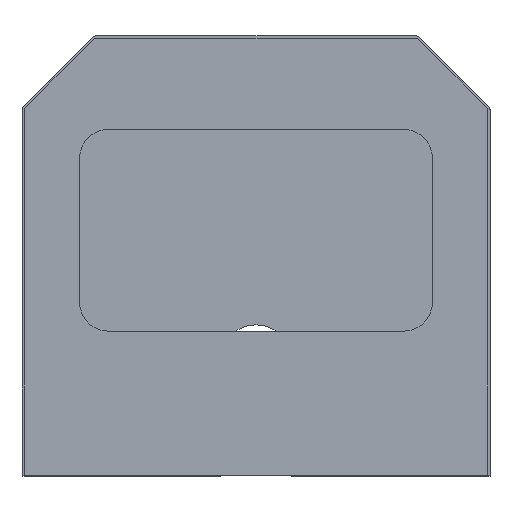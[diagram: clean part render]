
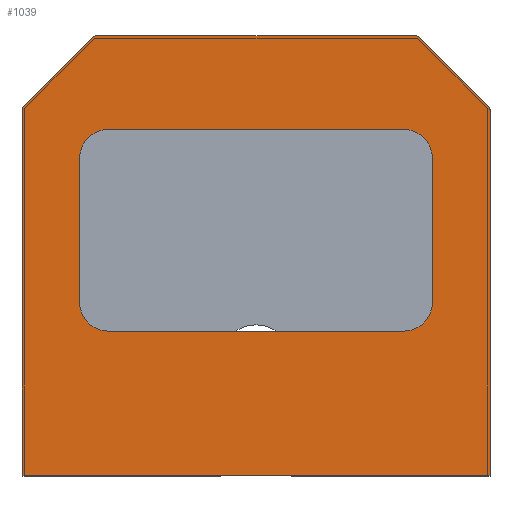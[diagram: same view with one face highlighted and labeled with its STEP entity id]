
A CAD part, top view. The second image highlights one B-rep face of the part: STEP entity #1039.
In plain terms, the highlighted planar face has unit normal (0, 0, 1).
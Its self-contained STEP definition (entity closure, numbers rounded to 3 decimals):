
#31 = VERTEX_POINT ( 'NONE', #274 ) ;
#45 = AXIS2_PLACEMENT_3D ( 'NONE', #414, #841, #1300 ) ;
#47 = FACE_OUTER_BOUND ( 'NONE', #1993, .T. ) ;
#52 = VERTEX_POINT ( 'NONE', #1781 ) ;
#115 = CARTESIAN_POINT ( 'NONE',  ( 265., 100., 0. ) ) ;
#128 = VERTEX_POINT ( 'NONE', #141 ) ;
#141 = CARTESIAN_POINT ( 'NONE',  ( 324.121, 255.879, 0. ) ) ;
#145 = DIRECTION ( 'NONE',  ( 0., -1., 0. ) ) ;
#176 = CARTESIAN_POINT ( 'NONE',  ( 273.757, 305., 0. ) ) ;
#179 = CARTESIAN_POINT ( 'NONE',  ( 51.243, 305., 0. ) ) ;
#183 = EDGE_CURVE ( 'NONE', #1688, #1566, #2401, .T. ) ;
#195 = DIRECTION ( 'NONE',  ( -1., 0., 0. ) ) ;
#217 = CARTESIAN_POINT ( 'NONE',  ( 285., 220., 0. ) ) ;
#239 = AXIS2_PLACEMENT_3D ( 'NONE', #824, #2299, #1865 ) ;
#269 = VERTEX_POINT ( 'NONE', #591 ) ;
#274 = CARTESIAN_POINT ( 'NONE',  ( 0.879, 255.879, 0. ) ) ;
#290 = ORIENTED_EDGE ( 'NONE', *, *, #383, .F. ) ;
#304 = LINE ( 'NONE', #1152, #2477 ) ;
#347 = DIRECTION ( 'NONE',  ( 1., 0., 0. ) ) ;
#348 = EDGE_CURVE ( 'NONE', #2470, #52, #455, .T. ) ;
#364 = LINE ( 'NONE', #1310, #797 ) ;
#383 = EDGE_CURVE ( 'NONE', #1636, #883, #623, .T. ) ;
#398 = VERTEX_POINT ( 'NONE', #1814 ) ;
#408 = ORIENTED_EDGE ( 'NONE', *, *, #1220, .T. ) ;
#414 = CARTESIAN_POINT ( 'NONE',  ( 265., 120., 0. ) ) ;
#455 = CIRCLE ( 'NONE', #651, 20. ) ;
#458 = VERTEX_POINT ( 'NONE', #179 ) ;
#464 = DIRECTION ( 'NONE',  ( 0., 0., 1. ) ) ;
#489 = EDGE_CURVE ( 'NONE', #2268, #128, #951, .T. ) ;
#521 = ORIENTED_EDGE ( 'NONE', *, *, #2200, .F. ) ;
#522 = ORIENTED_EDGE ( 'NONE', *, *, #489, .T. ) ;
#534 = LINE ( 'NONE', #1866, #1327 ) ;
#550 = PLANE ( 'NONE',  #1089 ) ;
#567 = AXIS2_PLACEMENT_3D ( 'NONE', #978, #2670, #1193 ) ;
#580 = EDGE_CURVE ( 'NONE', #1566, #1378, #2012, .T. ) ;
#591 = CARTESIAN_POINT ( 'NONE',  ( 49.121, 304.121, 0. ) ) ;
#609 = ORIENTED_EDGE ( 'NONE', *, *, #1925, .T. ) ;
#612 = DIRECTION ( 'NONE',  ( 0., -1., 0. ) ) ;
#618 = EDGE_CURVE ( 'NONE', #883, #2470, #2709, .T. ) ;
#623 = CIRCLE ( 'NONE', #567, 20. ) ;
#651 = AXIS2_PLACEMENT_3D ( 'NONE', #2024, #1608, #1429 ) ;
#658 = CARTESIAN_POINT ( 'NONE',  ( 273.757, 302., 0. ) ) ;
#687 = ORIENTED_EDGE ( 'NONE', *, *, #2224, .T. ) ;
#696 = ORIENTED_EDGE ( 'NONE', *, *, #618, .F. ) ;
#697 = VECTOR ( 'NONE', #145, 1000. ) ;
#729 = ORIENTED_EDGE ( 'NONE', *, *, #2141, .F. ) ;
#756 = DIRECTION ( 'NONE',  ( 0., 0., 1. ) ) ;
#760 = VECTOR ( 'NONE', #1829, 1000. ) ;
#774 = CARTESIAN_POINT ( 'NONE',  ( 0., 305., 0. ) ) ;
#797 = VECTOR ( 'NONE', #1121, 1000. ) ;
#805 = LINE ( 'NONE', #774, #1669 ) ;
#818 = CARTESIAN_POINT ( 'NONE',  ( 322., 253.757, 0. ) ) ;
#824 = CARTESIAN_POINT ( 'NONE',  ( 51.243, 302., 0. ) ) ;
#837 = VERTEX_POINT ( 'NONE', #1509 ) ;
#841 = DIRECTION ( 'NONE',  ( 0., 0., 1. ) ) ;
#883 = VERTEX_POINT ( 'NONE', #2391 ) ;
#929 = ORIENTED_EDGE ( 'NONE', *, *, #183, .F. ) ;
#951 = CIRCLE ( 'NONE', #1035, 3. ) ;
#966 = CARTESIAN_POINT ( 'NONE',  ( 60., 120., 0. ) ) ;
#968 = ORIENTED_EDGE ( 'NONE', *, *, #1086, .T. ) ;
#978 = CARTESIAN_POINT ( 'NONE',  ( 265., 220., 0. ) ) ;
#984 = VERTEX_POINT ( 'NONE', #1539 ) ;
#996 = ORIENTED_EDGE ( 'NONE', *, *, #1275, .F. ) ;
#1028 = EDGE_CURVE ( 'NONE', #398, #1688, #2613, .T. ) ;
#1032 = VECTOR ( 'NONE', #1772, 1000. ) ;
#1035 = AXIS2_PLACEMENT_3D ( 'NONE', #818, #2082, #195 ) ;
#1039 = ADVANCED_FACE ( 'NONE', ( #2128, #47 ), #550, .F. ) ;
#1042 = ORIENTED_EDGE ( 'NONE', *, *, #348, .F. ) ;
#1071 = CARTESIAN_POINT ( 'NONE',  ( 60., 240., 0. ) ) ;
#1086 = EDGE_CURVE ( 'NONE', #984, #1206, #304, .T. ) ;
#1089 = AXIS2_PLACEMENT_3D ( 'NONE', #2408, #1612, #2629 ) ;
#1096 = ORIENTED_EDGE ( 'NONE', *, *, #1391, .T. ) ;
#1121 = DIRECTION ( 'NONE',  ( 0., 1., 0. ) ) ;
#1135 = CARTESIAN_POINT ( 'NONE',  ( 275.879, 304.121, 0. ) ) ;
#1147 = EDGE_CURVE ( 'NONE', #2268, #837, #1421, .T. ) ;
#1152 = CARTESIAN_POINT ( 'NONE',  ( 0., 305., 0. ) ) ;
#1193 = DIRECTION ( 'NONE',  ( 1., 0., 0. ) ) ;
#1206 = VERTEX_POINT ( 'NONE', #1663 ) ;
#1211 = CARTESIAN_POINT ( 'NONE',  ( 325., 253.757, 0. ) ) ;
#1212 = AXIS2_PLACEMENT_3D ( 'NONE', #658, #464, #2135 ) ;
#1220 = EDGE_CURVE ( 'NONE', #1206, #837, #534, .T. ) ;
#1232 = CARTESIAN_POINT ( 'NONE',  ( 265., 100., 0. ) ) ;
#1258 = CARTESIAN_POINT ( 'NONE',  ( 60., 100., 0. ) ) ;
#1275 = EDGE_CURVE ( 'NONE', #1378, #1636, #364, .T. ) ;
#1300 = DIRECTION ( 'NONE',  ( 1., 0., 0. ) ) ;
#1310 = CARTESIAN_POINT ( 'NONE',  ( 285., 220., 0. ) ) ;
#1327 = VECTOR ( 'NONE', #1410, 1000. ) ;
#1329 = CIRCLE ( 'NONE', #239, 3. ) ;
#1378 = VERTEX_POINT ( 'NONE', #2696 ) ;
#1391 = EDGE_CURVE ( 'NONE', #31, #984, #2676, .T. ) ;
#1394 = LINE ( 'NONE', #1606, #697 ) ;
#1410 = DIRECTION ( 'NONE',  ( 1., 0., 0. ) ) ;
#1421 = LINE ( 'NONE', #2482, #760 ) ;
#1429 = DIRECTION ( 'NONE',  ( 1., 0., 0. ) ) ;
#1482 = DIRECTION ( 'NONE',  ( -1., 0., 0. ) ) ;
#1489 = AXIS2_PLACEMENT_3D ( 'NONE', #1863, #2489, #2298 ) ;
#1506 = CARTESIAN_POINT ( 'NONE',  ( 60., 240., 0. ) ) ;
#1509 = CARTESIAN_POINT ( 'NONE',  ( 325., 0., 0. ) ) ;
#1531 = VERTEX_POINT ( 'NONE', #176 ) ;
#1538 = CARTESIAN_POINT ( 'NONE',  ( 275., 305., 0. ) ) ;
#1539 = CARTESIAN_POINT ( 'NONE',  ( 0., 253.757, 0. ) ) ;
#1566 = VERTEX_POINT ( 'NONE', #1232 ) ;
#1593 = DIRECTION ( 'NONE',  ( 1., 0., 0. ) ) ;
#1606 = CARTESIAN_POINT ( 'NONE',  ( 40., 220., 0. ) ) ;
#1608 = DIRECTION ( 'NONE',  ( 0., 0., 1. ) ) ;
#1612 = DIRECTION ( 'NONE',  ( 0., 0., -1. ) ) ;
#1632 = ORIENTED_EDGE ( 'NONE', *, *, #1028, .F. ) ;
#1636 = VERTEX_POINT ( 'NONE', #217 ) ;
#1663 = CARTESIAN_POINT ( 'NONE',  ( 0., 0., 0. ) ) ;
#1669 = VECTOR ( 'NONE', #1802, 1000. ) ;
#1688 = VERTEX_POINT ( 'NONE', #1258 ) ;
#1733 = ORIENTED_EDGE ( 'NONE', *, *, #1999, .T. ) ;
#1772 = DIRECTION ( 'NONE',  ( -0.707, 0.707, 0. ) ) ;
#1781 = CARTESIAN_POINT ( 'NONE',  ( 40., 220., 0. ) ) ;
#1784 = LINE ( 'NONE', #1538, #1032 ) ;
#1793 = ORIENTED_EDGE ( 'NONE', *, *, #1147, .F. ) ;
#1802 = DIRECTION ( 'NONE',  ( 1., 0., 0. ) ) ;
#1814 = CARTESIAN_POINT ( 'NONE',  ( 40., 120., 0. ) ) ;
#1829 = DIRECTION ( 'NONE',  ( 0., -1., 0. ) ) ;
#1858 = EDGE_CURVE ( 'NONE', #2710, #1531, #2017, .T. ) ;
#1863 = CARTESIAN_POINT ( 'NONE',  ( 3., 253.757, 0. ) ) ;
#1865 = DIRECTION ( 'NONE',  ( -1., 0., 0. ) ) ;
#1866 = CARTESIAN_POINT ( 'NONE',  ( 0., 0., 0. ) ) ;
#1925 = EDGE_CURVE ( 'NONE', #128, #2710, #1784, .T. ) ;
#1993 = EDGE_LOOP ( 'NONE', ( #1733, #1096, #968, #408, #1793, #522, #609, #2706, #521, #687 ) ) ;
#1998 = EDGE_LOOP ( 'NONE', ( #696, #290, #996, #2144, #929, #1632, #729, #1042 ) ) ;
#1999 = EDGE_CURVE ( 'NONE', #269, #31, #2276, .T. ) ;
#2012 = CIRCLE ( 'NONE', #45, 20. ) ;
#2017 = CIRCLE ( 'NONE', #1212, 3. ) ;
#2024 = CARTESIAN_POINT ( 'NONE',  ( 60., 220., 0. ) ) ;
#2082 = DIRECTION ( 'NONE',  ( 0., 0., 1. ) ) ;
#2128 = FACE_BOUND ( 'NONE', #1998, .T. ) ;
#2135 = DIRECTION ( 'NONE',  ( -1., 0., 0. ) ) ;
#2141 = EDGE_CURVE ( 'NONE', #52, #398, #1394, .T. ) ;
#2144 = ORIENTED_EDGE ( 'NONE', *, *, #580, .F. ) ;
#2146 = VECTOR ( 'NONE', #1482, 1000. ) ;
#2200 = EDGE_CURVE ( 'NONE', #458, #1531, #805, .T. ) ;
#2224 = EDGE_CURVE ( 'NONE', #458, #269, #1329, .T. ) ;
#2261 = AXIS2_PLACEMENT_3D ( 'NONE', #966, #756, #347 ) ;
#2268 = VERTEX_POINT ( 'NONE', #1211 ) ;
#2276 = LINE ( 'NONE', #2407, #2638 ) ;
#2298 = DIRECTION ( 'NONE',  ( -1., 0., 0. ) ) ;
#2299 = DIRECTION ( 'NONE',  ( 0., 0., 1. ) ) ;
#2391 = CARTESIAN_POINT ( 'NONE',  ( 265., 240., 0. ) ) ;
#2401 = LINE ( 'NONE', #115, #2541 ) ;
#2407 = CARTESIAN_POINT ( 'NONE',  ( 50., 305., 0. ) ) ;
#2408 = CARTESIAN_POINT ( 'NONE',  ( 0., 305., 0. ) ) ;
#2470 = VERTEX_POINT ( 'NONE', #1506 ) ;
#2477 = VECTOR ( 'NONE', #612, 1000. ) ;
#2482 = CARTESIAN_POINT ( 'NONE',  ( 325., 305., 0. ) ) ;
#2489 = DIRECTION ( 'NONE',  ( 0., 0., 1. ) ) ;
#2541 = VECTOR ( 'NONE', #1593, 1000. ) ;
#2613 = CIRCLE ( 'NONE', #2261, 20. ) ;
#2621 = DIRECTION ( 'NONE',  ( -0.707, -0.707, 0. ) ) ;
#2629 = DIRECTION ( 'NONE',  ( -1., 0., 0. ) ) ;
#2638 = VECTOR ( 'NONE', #2621, 1000. ) ;
#2670 = DIRECTION ( 'NONE',  ( 0., 0., 1. ) ) ;
#2676 = CIRCLE ( 'NONE', #1489, 3. ) ;
#2696 = CARTESIAN_POINT ( 'NONE',  ( 285., 120., 0. ) ) ;
#2706 = ORIENTED_EDGE ( 'NONE', *, *, #1858, .T. ) ;
#2709 = LINE ( 'NONE', #1071, #2146 ) ;
#2710 = VERTEX_POINT ( 'NONE', #1135 ) ;
